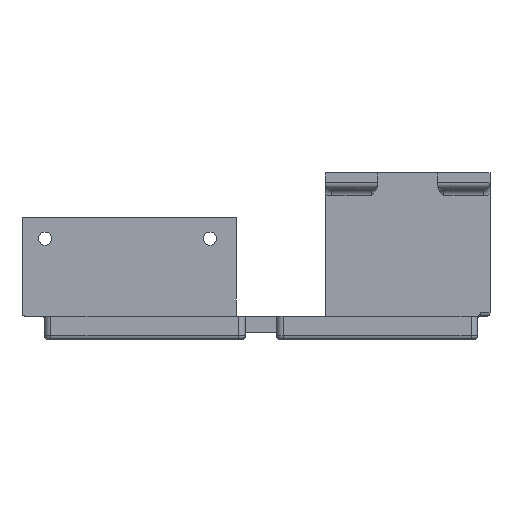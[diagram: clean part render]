
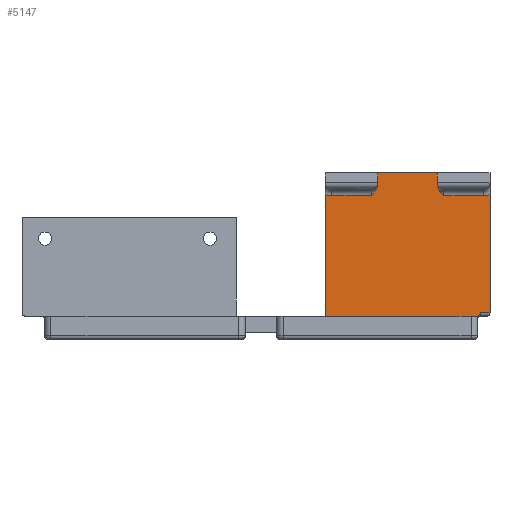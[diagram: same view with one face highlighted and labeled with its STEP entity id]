
A CAD part, left-side view. The second image highlights one B-rep face of the part: STEP entity #5147.
In plain terms, the highlighted planar face has unit normal (-1, 0, 0).
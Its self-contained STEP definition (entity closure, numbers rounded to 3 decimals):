
#340=B_SPLINE_CURVE_WITH_KNOTS('',3,(#8031,#8032,#8033,#8034,#8035,#8036,
#8037,#8038,#8039,#8040),.UNSPECIFIED.,.F.,.F.,(4,2,2,2,4),(1.011,
1.088,1.164,1.282,1.399),
 .UNSPECIFIED.);
#341=B_SPLINE_CURVE_WITH_KNOTS('',3,(#8066,#8067,#8068,#8069,#8070,#8071,
#8072,#8073,#8074,#8075),.UNSPECIFIED.,.F.,.F.,(4,2,2,2,4),(0.,0.118,
0.235,0.312,0.388),.UNSPECIFIED.);
#346=B_SPLINE_CURVE_WITH_KNOTS('',3,(#8214,#8215,#8216,#8217,#8218,#8219),
 .UNSPECIFIED.,.F.,.F.,(4,2,4),(0.,0.118,0.122),
 .UNSPECIFIED.);
#397=FACE_OUTER_BOUND('',#713,.T.);
#713=EDGE_LOOP('',(#3740,#3741,#3742,#3743,#3744,#3745,#3746,#3747,#3748,
#3749,#3750,#3751,#3752,#3753));
#1102=LINE('',#8050,#1542);
#1109=LINE('',#8083,#1549);
#1125=LINE('',#8161,#1565);
#1129=LINE('',#8189,#1569);
#1131=LINE('',#8210,#1571);
#1132=LINE('',#8212,#1572);
#1133=LINE('',#8221,#1573);
#1134=LINE('',#8222,#1574);
#1135=LINE('',#8223,#1575);
#1542=VECTOR('',#6314,10.);
#1549=VECTOR('',#6335,10.);
#1565=VECTOR('',#6391,10.);
#1569=VECTOR('',#6411,10.);
#1571=VECTOR('',#6423,10.);
#1572=VECTOR('',#6424,10.);
#1573=VECTOR('',#6425,10.);
#1574=VECTOR('',#6426,10.);
#1575=VECTOR('',#6427,10.);
#1977=CIRCLE('',#5553,4.);
#1982=CIRCLE('',#5563,4.);
#2340=VERTEX_POINT('',#8028);
#2341=VERTEX_POINT('',#8030);
#2344=VERTEX_POINT('',#8049);
#2350=VERTEX_POINT('',#8064);
#2351=VERTEX_POINT('',#8065);
#2353=VERTEX_POINT('',#8081);
#2375=VERTEX_POINT('',#8159);
#2377=VERTEX_POINT('',#8164);
#2381=VERTEX_POINT('',#8188);
#2383=VERTEX_POINT('',#8194);
#2385=VERTEX_POINT('',#8209);
#2386=VERTEX_POINT('',#8211);
#2387=VERTEX_POINT('',#8213);
#2388=VERTEX_POINT('',#8220);
#2845=EDGE_CURVE('',#2340,#2341,#340,.F.);
#2850=EDGE_CURVE('',#2344,#2341,#1102,.T.);
#2857=EDGE_CURVE('',#2350,#2351,#341,.F.);
#2862=EDGE_CURVE('',#2350,#2353,#1109,.T.);
#2891=EDGE_CURVE('',#2375,#2340,#1125,.T.);
#2893=EDGE_CURVE('',#2377,#2375,#1977,.T.);
#2900=EDGE_CURVE('',#2351,#2381,#1129,.T.);
#2905=EDGE_CURVE('',#2381,#2383,#1982,.T.);
#2906=EDGE_CURVE('',#2385,#2377,#1131,.T.);
#2907=EDGE_CURVE('',#2386,#2385,#1132,.T.);
#2908=EDGE_CURVE('',#2387,#2386,#346,.T.);
#2909=EDGE_CURVE('',#2388,#2387,#1133,.T.);
#2910=EDGE_CURVE('',#2388,#2383,#1134,.T.);
#2911=EDGE_CURVE('',#2344,#2353,#1135,.T.);
#3740=ORIENTED_EDGE('',*,*,#2893,.F.);
#3741=ORIENTED_EDGE('',*,*,#2906,.F.);
#3742=ORIENTED_EDGE('',*,*,#2907,.F.);
#3743=ORIENTED_EDGE('',*,*,#2908,.F.);
#3744=ORIENTED_EDGE('',*,*,#2909,.F.);
#3745=ORIENTED_EDGE('',*,*,#2910,.T.);
#3746=ORIENTED_EDGE('',*,*,#2905,.F.);
#3747=ORIENTED_EDGE('',*,*,#2900,.F.);
#3748=ORIENTED_EDGE('',*,*,#2857,.F.);
#3749=ORIENTED_EDGE('',*,*,#2862,.T.);
#3750=ORIENTED_EDGE('',*,*,#2911,.F.);
#3751=ORIENTED_EDGE('',*,*,#2850,.T.);
#3752=ORIENTED_EDGE('',*,*,#2845,.F.);
#3753=ORIENTED_EDGE('',*,*,#2891,.F.);
#5022=PLANE('',#5564);
#5147=ADVANCED_FACE('',(#397),#5022,.T.);
#5553=AXIS2_PLACEMENT_3D('',#8175,#6394,#6395);
#5563=AXIS2_PLACEMENT_3D('',#8207,#6419,#6420);
#5564=AXIS2_PLACEMENT_3D('',#8208,#6421,#6422);
#6314=DIRECTION('',(0.,0.,-1.));
#6335=DIRECTION('',(0.,0.,1.));
#6391=DIRECTION('',(0.,-1.,0.));
#6394=DIRECTION('center_axis',(-1.,0.,0.));
#6395=DIRECTION('ref_axis',(0.,0.707,-0.707));
#6411=DIRECTION('',(0.,-1.,0.));
#6419=DIRECTION('center_axis',(-1.,0.,0.));
#6420=DIRECTION('ref_axis',(0.,-0.707,-0.707));
#6421=DIRECTION('center_axis',(-1.,0.,0.));
#6422=DIRECTION('ref_axis',(0.,-1.,0.));
#6423=DIRECTION('',(0.,0.,1.));
#6424=DIRECTION('',(0.,1.,0.));
#6425=DIRECTION('',(0.,1.,0.));
#6426=DIRECTION('',(0.,0.,1.));
#6427=DIRECTION('',(0.,-1.,0.));
#8028=CARTESIAN_POINT('',(-61.,-41.,36.5));
#8030=CARTESIAN_POINT('',(-61.,-43.,39.964));
#8031=CARTESIAN_POINT('Ctrl Pts',(-61.,-43.,39.964));
#8032=CARTESIAN_POINT('Ctrl Pts',(-61.,-43.,39.709));
#8033=CARTESIAN_POINT('Ctrl Pts',(-61.,-42.961,39.434));
#8034=CARTESIAN_POINT('Ctrl Pts',(-61.,-42.811,38.902));
#8035=CARTESIAN_POINT('Ctrl Pts',(-61.,-42.7,38.645));
#8036=CARTESIAN_POINT('Ctrl Pts',(-61.,-42.394,38.076));
#8037=CARTESIAN_POINT('Ctrl Pts',(-61.,-42.142,37.73));
#8038=CARTESIAN_POINT('Ctrl Pts',(-61.,-41.583,37.082));
#8039=CARTESIAN_POINT('Ctrl Pts',(-61.,-41.277,36.777));
#8040=CARTESIAN_POINT('Ctrl Pts',(-61.,-41.,36.5));
#8049=CARTESIAN_POINT('',(-61.,-43.,43.5));
#8050=CARTESIAN_POINT('',(-61.,-43.,21.75));
#8064=CARTESIAN_POINT('',(-61.,-61.,39.964));
#8065=CARTESIAN_POINT('',(-61.,-63.,36.5));
#8066=CARTESIAN_POINT('Ctrl Pts',(-61.,-63.,36.5));
#8067=CARTESIAN_POINT('Ctrl Pts',(-61.,-62.723,36.777));
#8068=CARTESIAN_POINT('Ctrl Pts',(-61.,-62.417,37.082));
#8069=CARTESIAN_POINT('Ctrl Pts',(-61.,-61.858,37.73));
#8070=CARTESIAN_POINT('Ctrl Pts',(-61.,-61.606,38.076));
#8071=CARTESIAN_POINT('Ctrl Pts',(-61.,-61.3,38.645));
#8072=CARTESIAN_POINT('Ctrl Pts',(-61.,-61.189,38.902));
#8073=CARTESIAN_POINT('Ctrl Pts',(-61.,-61.039,39.434));
#8074=CARTESIAN_POINT('Ctrl Pts',(-61.,-61.,39.709));
#8075=CARTESIAN_POINT('Ctrl Pts',(-61.,-61.,39.964));
#8081=CARTESIAN_POINT('',(-61.,-61.,43.5));
#8083=CARTESIAN_POINT('',(-61.,-61.,21.75));
#8159=CARTESIAN_POINT('',(-61.,-29.,36.5));
#8161=CARTESIAN_POINT('',(-61.,-31.,36.5));
#8164=CARTESIAN_POINT('',(-61.,-27.,37.036));
#8175=CARTESIAN_POINT('Origin',(-61.,-29.,40.5));
#8188=CARTESIAN_POINT('',(-61.,-75.,36.5));
#8189=CARTESIAN_POINT('',(-61.,-48.,36.5));
#8194=CARTESIAN_POINT('',(-61.,-77.,37.036));
#8207=CARTESIAN_POINT('Origin',(-61.,-75.,40.5));
#8208=CARTESIAN_POINT('Origin',(-61.,-27.,0.));
#8209=CARTESIAN_POINT('',(-61.,-27.,0.));
#8210=CARTESIAN_POINT('',(-61.,-27.,0.));
#8211=CARTESIAN_POINT('',(-61.,-73.44,0.));
#8212=CARTESIAN_POINT('',(-61.,0.375,0.));
#8213=CARTESIAN_POINT('',(-61.,-74.25,1.));
#8214=CARTESIAN_POINT('Ctrl Pts',(-61.,-74.25,1.));
#8215=CARTESIAN_POINT('Ctrl Pts',(-61.,-73.973,0.723));
#8216=CARTESIAN_POINT('Ctrl Pts',(-61.,-73.646,0.385));
#8217=CARTESIAN_POINT('Ctrl Pts',(-61.,-73.453,0.027));
#8218=CARTESIAN_POINT('Ctrl Pts',(-61.,-73.446,0.013));
#8219=CARTESIAN_POINT('Ctrl Pts',(-61.,-73.44,0.));
#8220=CARTESIAN_POINT('',(-61.,-77.,1.));
#8221=CARTESIAN_POINT('',(-61.,-39.5,1.));
#8222=CARTESIAN_POINT('',(-61.,-77.,0.));
#8223=CARTESIAN_POINT('',(-61.,-27.,43.5));
